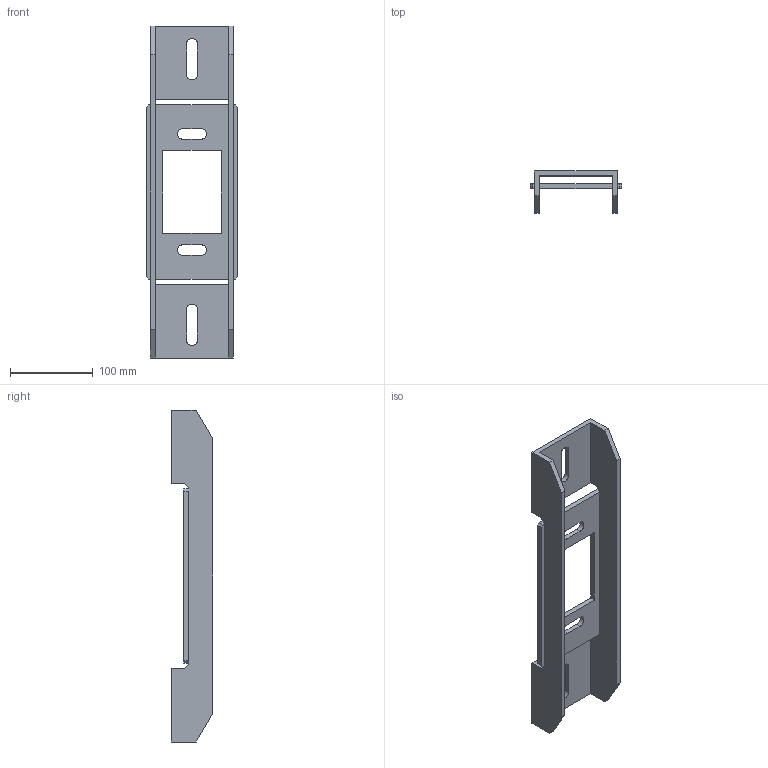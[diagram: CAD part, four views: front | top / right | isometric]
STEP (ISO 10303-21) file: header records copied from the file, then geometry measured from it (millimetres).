
FILE_DESCRIPTION((''),'2;1');
FILE_NAME('6346804_ASM','2012-07-23T',('AndreasKeweloh'),(''),'PRO/ENGINEER BY PARAMETRIC TECHNOLOGY CORPORATION, 2012130','PRO/ENGINEER BY PARAMETRIC TECHNOLOGY CORPORATION, 2012130','');
FILE_SCHEMA(('CONFIG_CONTROL_DESIGN'));
Length unit declared in the file: millimetre
Products named in the file (3): 6346804_1; 6346804_2; 6346804_ASM
Assembly tree (2 placements, depth 2):
  6346804_ASM
    6346804_1
    6346804_2
Bounding box: 110 x 50 x 400 mm (x, y, z)
Volume: 354133.1 mm3; surface area: 137139.5 mm2
Topology: 2 solids, 2 shells, 56 faces, 162 edges, 108 vertices
Faces by surface type: plane 46, cylinder 10
Entity records: 1938 total; most frequent: CARTESIAN_POINT 331, ORIENTED_EDGE 324, DIRECTION 304, EDGE_CURVE 162, VECTOR 142, LINE 142, VERTEX_POINT 108, AXIS2_PLACEMENT_3D 81
